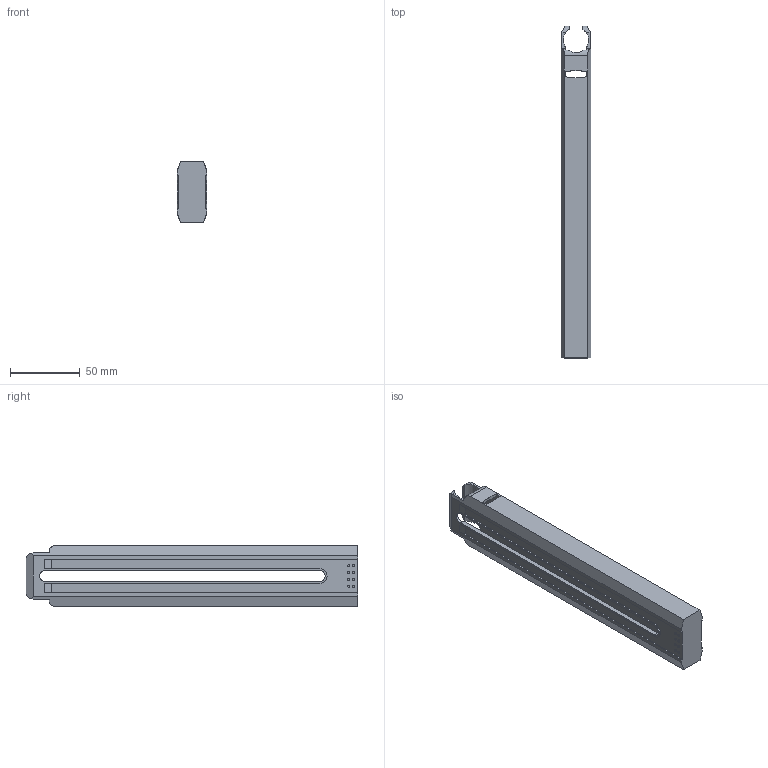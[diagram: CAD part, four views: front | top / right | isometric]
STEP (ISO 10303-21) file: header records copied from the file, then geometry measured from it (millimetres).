
FILE_DESCRIPTION(/* description */ ('Alibre Inc.'),/* implementation_level */ '2;1');
FILE_NAME(/* name */ 'export0',/* time_stamp */ '2017-10-27T10:22:25-04:00',/* author */ (''),/* organization */ (''),/* preprocessor_version */ 'ST-DEVELOPER v10',/* originating_system */ 'Alibre',/* authorisation */ '');
FILE_SCHEMA (('AUTOMOTIVE_DESIGN'));
Length unit declared in the file: centimetre
Bounding box: 21.5 x 238 x 44 mm (x, y, z)
Volume: 60726.3 mm3; surface area: 53028.9 mm2
Topology: 1 solids, 1 shells, 104 faces, 286 edges, 196 vertices
Faces by surface type: plane 72, cylinder 32
Full cylindrical faces by diameter (mm): 1.5 x16
Entity records: 3238 total; most frequent: CARTESIAN_POINT 888, ORIENTED_EDGE 508, DIRECTION 397, EDGE_CURVE 254, VERTEX_POINT 180, VECTOR 154, LINE 154, AXIS2_PLACEMENT_3D 144
